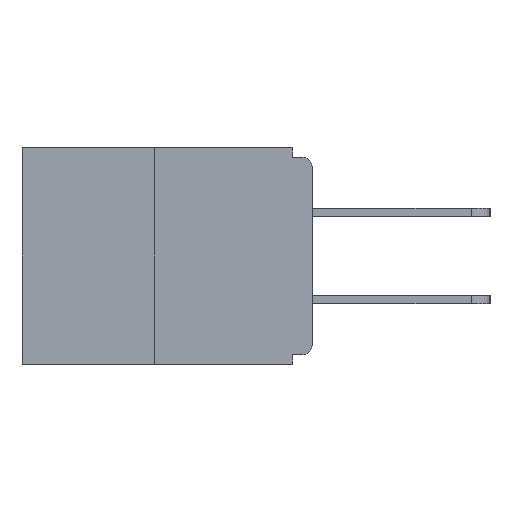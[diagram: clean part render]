
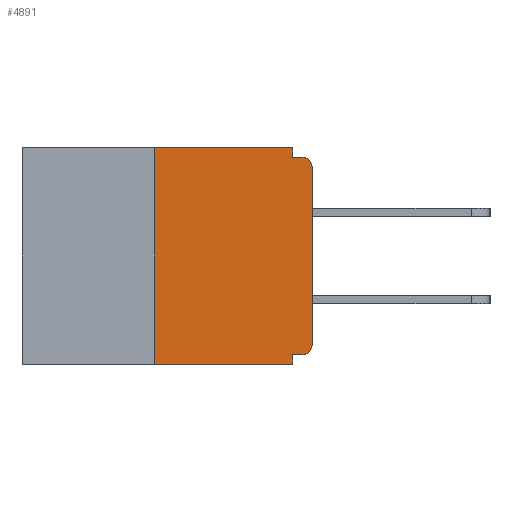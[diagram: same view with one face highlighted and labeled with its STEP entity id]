
A CAD part, left-side view. The second image highlights one B-rep face of the part: STEP entity #4891.
In plain terms, the highlighted planar face has unit normal (-1, 0, 0).
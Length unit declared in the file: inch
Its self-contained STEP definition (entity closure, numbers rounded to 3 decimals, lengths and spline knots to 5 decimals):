
#57 = CARTESIAN_POINT ( 'NONE',  ( 0., 0., -0.313 ) ) ;
#190 = DIRECTION ( 'NONE',  ( 0., 0., -1. ) ) ;
#1127 = CARTESIAN_POINT ( 'NONE',  ( 0., 0.25, 0. ) ) ;
#1868 = CARTESIAN_POINT ( 'NONE',  ( 0., 0.46, 0. ) ) ;
#2191 = VECTOR ( 'NONE', #14901, 39.37008 ) ;
#2510 = CARTESIAN_POINT ( 'NONE',  ( 0., 0.031, -0.328 ) ) ;
#2557 = ORIENTED_EDGE ( 'NONE', *, *, #12060, .F. ) ;
#2938 = CIRCLE ( 'NONE', #16994, 0.015 ) ;
#3924 = DIRECTION ( 'NONE',  ( -1., 0., 0. ) ) ;
#4094 = EDGE_CURVE ( 'NONE', #24041, #23998, #11674, .T. ) ;
#4138 = EDGE_CURVE ( 'NONE', #12527, #17341, #2938, .T. ) ;
#4249 = LINE ( 'NONE', #12160, #21368 ) ;
#4572 = VECTOR ( 'NONE', #20255, 39.37008 ) ;
#4737 = VECTOR ( 'NONE', #9655, 39.37008 ) ;
#4891 = ADVANCED_FACE ( 'NONE', ( #10927 ), #9511, .F. ) ;
#5118 = DIRECTION ( 'NONE',  ( 1., 0., 0. ) ) ;
#5359 = CARTESIAN_POINT ( 'NONE',  ( 0., 0.031, 0. ) ) ;
#5588 = LINE ( 'NONE', #16800, #19802 ) ;
#5595 = EDGE_CURVE ( 'NONE', #21389, #11177, #24207, .T. ) ;
#5921 = CARTESIAN_POINT ( 'NONE',  ( 0., 0.015, -0.03 ) ) ;
#5957 = DIRECTION ( 'NONE',  ( 0., 0., -1. ) ) ;
#6803 = LINE ( 'NONE', #23663, #4572 ) ;
#7030 = EDGE_CURVE ( 'NONE', #11649, #22364, #9146, .T. ) ;
#7721 = CARTESIAN_POINT ( 'NONE',  ( 0., 0.46, 0. ) ) ;
#8368 = ORIENTED_EDGE ( 'NONE', *, *, #12262, .F. ) ;
#8467 = CARTESIAN_POINT ( 'NONE',  ( 0., 0.46, -0.343 ) ) ;
#8870 = AXIS2_PLACEMENT_3D ( 'NONE', #11461, #14852, #19137 ) ;
#8979 = DIRECTION ( 'NONE',  ( 0., -1., 0. ) ) ;
#9146 = LINE ( 'NONE', #5359, #24670 ) ;
#9506 = DIRECTION ( 'NONE',  ( 0., -1., 0. ) ) ;
#9511 = PLANE ( 'NONE',  #18741 ) ;
#9655 = DIRECTION ( 'NONE',  ( 0., 1., 0. ) ) ;
#9990 = ORIENTED_EDGE ( 'NONE', *, *, #4094, .T. ) ;
#10516 = EDGE_LOOP ( 'NONE', ( #2557, #13214, #23430, #11238, #16376, #9990, #19004, #21039, #8368, #22588 ) ) ;
#10927 = FACE_OUTER_BOUND ( 'NONE', #10516, .T. ) ;
#11015 = EDGE_CURVE ( 'NONE', #23998, #12527, #4249, .T. ) ;
#11177 = VERTEX_POINT ( 'NONE', #1127 ) ;
#11209 = CARTESIAN_POINT ( 'NONE',  ( 0., 0.25, -0.343 ) ) ;
#11214 = CARTESIAN_POINT ( 'NONE',  ( 0., 0.015, -0.015 ) ) ;
#11238 = ORIENTED_EDGE ( 'NONE', *, *, #12050, .F. ) ;
#11461 = CARTESIAN_POINT ( 'NONE',  ( 0., 0.015, -0.313 ) ) ;
#11649 = VERTEX_POINT ( 'NONE', #14629 ) ;
#11674 = CIRCLE ( 'NONE', #8870, 0.015 ) ;
#12050 = EDGE_CURVE ( 'NONE', #24644, #19770, #5588, .T. ) ;
#12060 = EDGE_CURVE ( 'NONE', #11177, #11649, #19052, .T. ) ;
#12160 = CARTESIAN_POINT ( 'NONE',  ( 0., 0., 0. ) ) ;
#12262 = EDGE_CURVE ( 'NONE', #22364, #17341, #6803, .T. ) ;
#12527 = VERTEX_POINT ( 'NONE', #23035 ) ;
#12651 = DIRECTION ( 'NONE',  ( 0., 0., -1. ) ) ;
#13214 = ORIENTED_EDGE ( 'NONE', *, *, #5595, .F. ) ;
#14151 = CARTESIAN_POINT ( 'NONE',  ( 0., 0.031, -0.343 ) ) ;
#14371 = VECTOR ( 'NONE', #8979, 39.37008 ) ;
#14629 = CARTESIAN_POINT ( 'NONE',  ( 0., 0.031, 0. ) ) ;
#14852 = DIRECTION ( 'NONE',  ( -1., 0., 0. ) ) ;
#14901 = DIRECTION ( 'NONE',  ( 0., 0., 1. ) ) ;
#15619 = CARTESIAN_POINT ( 'NONE',  ( 0., 0.031, -0.015 ) ) ;
#16037 = DIRECTION ( 'NONE',  ( 0., 0., 1. ) ) ;
#16376 = ORIENTED_EDGE ( 'NONE', *, *, #20579, .F. ) ;
#16800 = CARTESIAN_POINT ( 'NONE',  ( 0., 0.031, -0.343 ) ) ;
#16994 = AXIS2_PLACEMENT_3D ( 'NONE', #5921, #3924, #190 ) ;
#17341 = VERTEX_POINT ( 'NONE', #11214 ) ;
#18278 = LINE ( 'NONE', #8467, #14371 ) ;
#18741 = AXIS2_PLACEMENT_3D ( 'NONE', #7721, #5118, #5957 ) ;
#18810 = CARTESIAN_POINT ( 'NONE',  ( 0., 0.25, 0. ) ) ;
#19004 = ORIENTED_EDGE ( 'NONE', *, *, #11015, .T. ) ;
#19052 = LINE ( 'NONE', #1868, #21423 ) ;
#19091 = CARTESIAN_POINT ( 'NONE',  ( 0., 0., -0.328 ) ) ;
#19137 = DIRECTION ( 'NONE',  ( 0., 0., -1. ) ) ;
#19326 = LINE ( 'NONE', #19091, #4737 ) ;
#19770 = VERTEX_POINT ( 'NONE', #14151 ) ;
#19802 = VECTOR ( 'NONE', #22564, 39.37008 ) ;
#20255 = DIRECTION ( 'NONE',  ( 0., -1., 0. ) ) ;
#20579 = EDGE_CURVE ( 'NONE', #24041, #24644, #19326, .T. ) ;
#20852 = EDGE_CURVE ( 'NONE', #21389, #19770, #18278, .T. ) ;
#21039 = ORIENTED_EDGE ( 'NONE', *, *, #4138, .T. ) ;
#21368 = VECTOR ( 'NONE', #16037, 39.37008 ) ;
#21389 = VERTEX_POINT ( 'NONE', #11209 ) ;
#21423 = VECTOR ( 'NONE', #9506, 39.37008 ) ;
#21484 = CARTESIAN_POINT ( 'NONE',  ( 0., 0.015, -0.328 ) ) ;
#22364 = VERTEX_POINT ( 'NONE', #15619 ) ;
#22564 = DIRECTION ( 'NONE',  ( 0., 0., -1. ) ) ;
#22588 = ORIENTED_EDGE ( 'NONE', *, *, #7030, .F. ) ;
#23035 = CARTESIAN_POINT ( 'NONE',  ( 0., 0., -0.03 ) ) ;
#23430 = ORIENTED_EDGE ( 'NONE', *, *, #20852, .T. ) ;
#23663 = CARTESIAN_POINT ( 'NONE',  ( 0., 0., -0.015 ) ) ;
#23998 = VERTEX_POINT ( 'NONE', #57 ) ;
#24041 = VERTEX_POINT ( 'NONE', #21484 ) ;
#24207 = LINE ( 'NONE', #18810, #2191 ) ;
#24644 = VERTEX_POINT ( 'NONE', #2510 ) ;
#24670 = VECTOR ( 'NONE', #12651, 39.37008 ) ;
